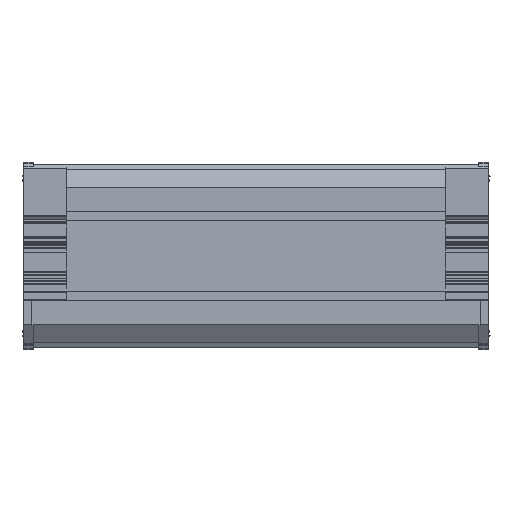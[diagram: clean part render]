
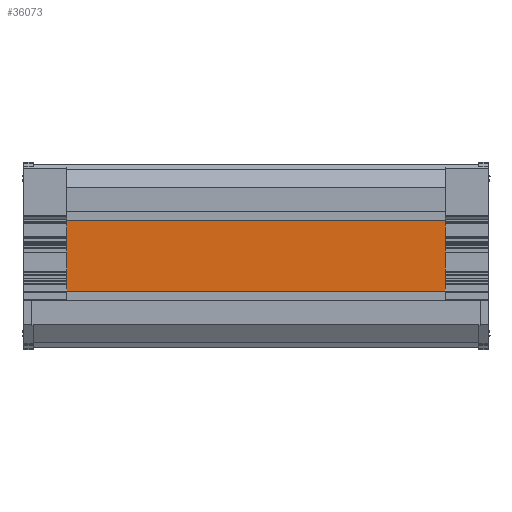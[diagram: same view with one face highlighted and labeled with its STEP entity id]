
A CAD part, front view. The second image highlights one B-rep face of the part: STEP entity #36073.
In plain terms, the highlighted planar face has unit normal (0, -1, 0).
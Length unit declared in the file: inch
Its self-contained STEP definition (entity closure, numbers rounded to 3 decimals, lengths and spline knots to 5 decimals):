
#2641 = AXIS2_PLACEMENT_3D ( 'NONE', #80212, #34193, #87977 ) ;
#3507 = DIRECTION ( 'NONE',  ( 1., 0., 0. ) ) ;
#6075 = EDGE_CURVE ( 'NONE', #65372, #31651, #7261, .T. ) ;
#7261 = LINE ( 'NONE', #83097, #63816 ) ;
#9087 = EDGE_CURVE ( 'NONE', #34102, #43657, #96786, .T. ) ;
#10811 = CARTESIAN_POINT ( 'NONE',  ( -3.46, -0.65806, 0.65649 ) ) ;
#11826 = EDGE_CURVE ( 'NONE', #34102, #31651, #38188, .T. ) ;
#12941 = FACE_OUTER_BOUND ( 'NONE', #71671, .T. ) ;
#14862 = VECTOR ( 'NONE', #18570, 39.37008 ) ;
#18570 = DIRECTION ( 'NONE',  ( 0., 0., 1. ) ) ;
#19060 = CARTESIAN_POINT ( 'NONE',  ( -4.1, -0.65806, 0.65649 ) ) ;
#27112 = CARTESIAN_POINT ( 'NONE',  ( 3.46, -0.65806, 0.65649 ) ) ;
#31651 = VERTEX_POINT ( 'NONE', #93942 ) ;
#32759 = ORIENTED_EDGE ( 'NONE', *, *, #6075, .F. ) ;
#32817 = VECTOR ( 'NONE', #3507, 39.37008 ) ;
#33867 = PLANE ( 'NONE',  #2641 ) ;
#34102 = VERTEX_POINT ( 'NONE', #95324 ) ;
#34193 = DIRECTION ( 'NONE',  ( 0., 1., 0. ) ) ;
#35235 = LINE ( 'NONE', #19060, #32817 ) ;
#36073 = ADVANCED_FACE ( 'NONE', ( #12941 ), #33867, .F. ) ;
#36864 = ORIENTED_EDGE ( 'NONE', *, *, #11826, .T. ) ;
#38188 = LINE ( 'NONE', #81889, #76627 ) ;
#43657 = VERTEX_POINT ( 'NONE', #56760 ) ;
#51315 = DIRECTION ( 'NONE',  ( 1., 0., 0. ) ) ;
#56760 = CARTESIAN_POINT ( 'NONE',  ( -3.46, -0.65806, 0.65649 ) ) ;
#59713 = ORIENTED_EDGE ( 'NONE', *, *, #9087, .F. ) ;
#63816 = VECTOR ( 'NONE', #75355, 39.37008 ) ;
#65372 = VERTEX_POINT ( 'NONE', #27112 ) ;
#71488 = EDGE_CURVE ( 'NONE', #43657, #65372, #35235, .T. ) ;
#71671 = EDGE_LOOP ( 'NONE', ( #59713, #36864, #32759, #93765 ) ) ;
#75355 = DIRECTION ( 'NONE',  ( 0., 0., -1. ) ) ;
#76627 = VECTOR ( 'NONE', #51315, 39.37008 ) ;
#80212 = CARTESIAN_POINT ( 'NONE',  ( -4.1, -0.65806, 0.65649 ) ) ;
#81889 = CARTESIAN_POINT ( 'NONE',  ( -4.1, -0.65806, -0.65649 ) ) ;
#83097 = CARTESIAN_POINT ( 'NONE',  ( 3.46, -0.65806, 0.65649 ) ) ;
#87977 = DIRECTION ( 'NONE',  ( 0., 0., 1. ) ) ;
#93765 = ORIENTED_EDGE ( 'NONE', *, *, #71488, .F. ) ;
#93942 = CARTESIAN_POINT ( 'NONE',  ( 3.46, -0.65806, -0.65649 ) ) ;
#95324 = CARTESIAN_POINT ( 'NONE',  ( -3.46, -0.65806, -0.65649 ) ) ;
#96786 = LINE ( 'NONE', #10811, #14862 ) ;
